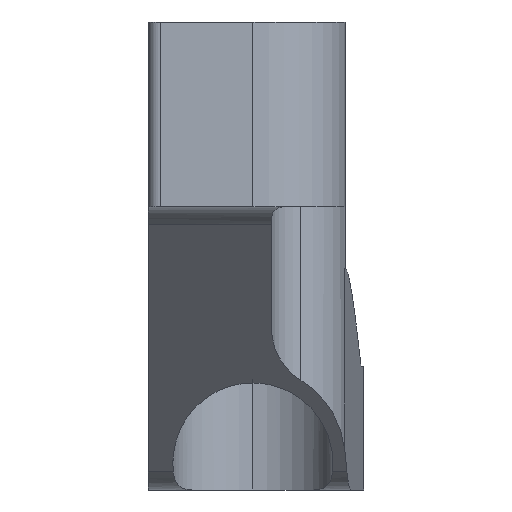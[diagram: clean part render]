
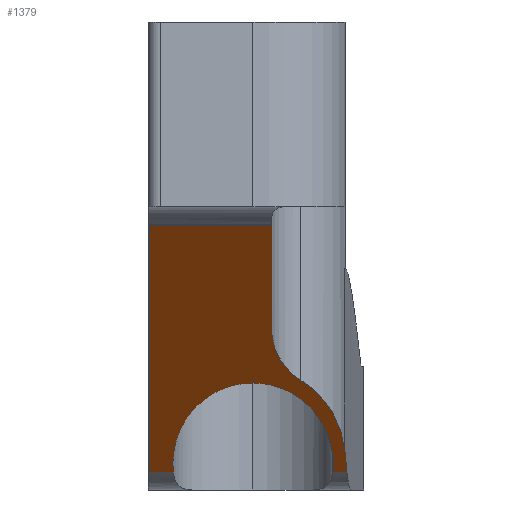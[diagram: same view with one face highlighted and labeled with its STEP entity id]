
A CAD part, left-side view. The second image highlights one B-rep face of the part: STEP entity #1379.
In plain terms, the highlighted planar face has unit normal (-0.707, 0, -0.707).
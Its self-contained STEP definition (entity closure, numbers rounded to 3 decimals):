
#13 = LINE ( 'NONE', #1057, #994 ) ;
#25 = AXIS2_PLACEMENT_3D ( 'NONE', #1664, #223, #1535 ) ;
#44 = CARTESIAN_POINT ( 'NONE',  ( -10.677, -18.5, -4.823 ) ) ;
#50 = CARTESIAN_POINT ( 'NONE',  ( -0.729, -24.465, -14.771 ) ) ;
#62 = PLANE ( 'NONE',  #25 ) ;
#95 = DIRECTION ( 'NONE',  ( -0.707, 0., 0.707 ) ) ;
#102 = CARTESIAN_POINT ( 'NONE',  ( -6.406, -20.9, -9.094 ) ) ;
#168 = VECTOR ( 'NONE', #500, 1000. ) ;
#171 = VERTEX_POINT ( 'NONE', #502 ) ;
#179 = ORIENTED_EDGE ( 'NONE', *, *, #1148, .T. ) ;
#193 = VERTEX_POINT ( 'NONE', #1695 ) ;
#194 = VERTEX_POINT ( 'NONE', #1703 ) ;
#199 = CARTESIAN_POINT ( 'NONE',  ( -6.19, -17., -9.31 ) ) ;
#223 = DIRECTION ( 'NONE',  ( 0.707, 0., 0.707 ) ) ;
#234 = CARTESIAN_POINT ( 'NONE',  ( -0.729, -24.465, -14.771 ) ) ;
#239 = CARTESIAN_POINT ( 'NONE',  ( 1.036, -8.5, -16.536 ) ) ;
#282 = CARTESIAN_POINT ( 'NONE',  ( -10.677, -18.5, -4.823 ) ) ;
#308 =( BOUNDED_CURVE ( )  B_SPLINE_CURVE ( 3, ( #50, #978, #1510, #102 ),
 .UNSPECIFIED., .F., .T. ) 
 B_SPLINE_CURVE_WITH_KNOTS ( ( 4, 4 ),
 ( 1.668, 2.595 ),
 .UNSPECIFIED. ) 
 CURVE ( )  GEOMETRIC_REPRESENTATION_ITEM ( )  RATIONAL_B_SPLINE_CURVE ( ( 1., 0.93, 0.93, 1. ) ) 
 REPRESENTATION_ITEM ( '' )  );
#336 = ORIENTED_EDGE ( 'NONE', *, *, #1370, .F. ) ;
#398 = VERTEX_POINT ( 'NONE', #590 ) ;
#418 = VERTEX_POINT ( 'NONE', #1495 ) ;
#463 = CARTESIAN_POINT ( 'NONE',  ( -6.19, -12.846, -9.31 ) ) ;
#476 = ORIENTED_EDGE ( 'NONE', *, *, #1155, .T. ) ;
#477 =( BOUNDED_CURVE ( )  B_SPLINE_CURVE ( 3, ( #1682, #463, #1024, #485 ),
 .UNSPECIFIED., .F., .T. ) 
 B_SPLINE_CURVE_WITH_KNOTS ( ( 4, 4 ),
 ( 0., 1.683 ),
 .UNSPECIFIED. ) 
 CURVE ( )  GEOMETRIC_REPRESENTATION_ITEM ( )  RATIONAL_B_SPLINE_CURVE ( ( 1., 0.778, 0.778, 1. ) ) 
 REPRESENTATION_ITEM ( '' )  );
#483 = ORIENTED_EDGE ( 'NONE', *, *, #704, .F. ) ;
#485 = CARTESIAN_POINT ( 'NONE',  ( 1.036, -10.541, -16.536 ) ) ;
#493 = LINE ( 'NONE', #1430, #1441 ) ;
#500 = DIRECTION ( 'NONE',  ( 0., 1., 0. ) ) ;
#502 = CARTESIAN_POINT ( 'NONE',  ( 1.036, -24.637, -16.536 ) ) ;
#505 = VERTEX_POINT ( 'NONE', #199 ) ;
#525 = ORIENTED_EDGE ( 'NONE', *, *, #1176, .F. ) ;
#526 = DIRECTION ( 'NONE',  ( -0.705, 0.069, 0.705 ) ) ;
#531 = CARTESIAN_POINT ( 'NONE',  ( -8.891, -18.5, -6.609 ) ) ;
#537 = CARTESIAN_POINT ( 'NONE',  ( 1.036, -10.541, -16.536 ) ) ;
#546 = CARTESIAN_POINT ( 'NONE',  ( -19.036, -18.641, 3.536 ) ) ;
#557 = VERTEX_POINT ( 'NONE', #234 ) ;
#563 = EDGE_CURVE ( 'NONE', #193, #194, #1443, .T. ) ;
#590 = CARTESIAN_POINT ( 'NONE',  ( -19.036, -18.5, 3.536 ) ) ;
#616 = CARTESIAN_POINT ( 'NONE',  ( -6.406, -20.9, -9.094 ) ) ;
#650 = LINE ( 'NONE', #546, #1244 ) ;
#656 =( BOUNDED_CURVE ( )  B_SPLINE_CURVE ( 3, ( #1004, #1011, #1416, #1137 ),
 .UNSPECIFIED., .F., .F. ) 
 B_SPLINE_CURVE_WITH_KNOTS ( ( 4, 4 ),
 ( 4.601, 6.283 ),
 .UNSPECIFIED. ) 
 CURVE ( )  GEOMETRIC_REPRESENTATION_ITEM ( )  RATIONAL_B_SPLINE_CURVE ( ( 1., 0.778, 0.778, 1. ) ) 
 REPRESENTATION_ITEM ( '' )  );
#658 = CARTESIAN_POINT ( 'NONE',  ( -7.335, -19.375, -8.165 ) ) ;
#688 = VERTEX_POINT ( 'NONE', #282 ) ;
#704 = EDGE_CURVE ( 'NONE', #194, #398, #650, .T. ) ;
#747 = ORIENTED_EDGE ( 'NONE', *, *, #1032, .F. ) ;
#766 = ORIENTED_EDGE ( 'NONE', *, *, #563, .F. ) ;
#819 = VECTOR ( 'NONE', #1252, 1000. ) ;
#835 = EDGE_CURVE ( 'NONE', #557, #988, #308, .T. ) ;
#837 =( BOUNDED_CURVE ( )  B_SPLINE_CURVE ( 3, ( #1228, #658, #531, #44 ),
 .UNSPECIFIED., .F., .F. ) 
 B_SPLINE_CURVE_WITH_KNOTS ( ( 4, 4 ),
 ( 0.547, 1.571 ),
 .UNSPECIFIED. ) 
 CURVE ( )  GEOMETRIC_REPRESENTATION_ITEM ( )  RATIONAL_B_SPLINE_CURVE ( ( 1., 0.915, 0.915, 1. ) ) 
 REPRESENTATION_ITEM ( '' )  );
#853 = VERTEX_POINT ( 'NONE', #537 ) ;
#917 = ORIENTED_EDGE ( 'NONE', *, *, #835, .T. ) ;
#978 = CARTESIAN_POINT ( 'NONE',  ( -3.121, -24.231, -12.379 ) ) ;
#988 = VERTEX_POINT ( 'NONE', #616 ) ;
#994 = VECTOR ( 'NONE', #526, 1000. ) ;
#1004 = CARTESIAN_POINT ( 'NONE',  ( 1.036, -23.459, -16.536 ) ) ;
#1011 = CARTESIAN_POINT ( 'NONE',  ( -3.093, -23.923, -12.407 ) ) ;
#1024 = CARTESIAN_POINT ( 'NONE',  ( -3.093, -10.077, -12.407 ) ) ;
#1032 = EDGE_CURVE ( 'NONE', #171, #418, #1387, .T. ) ;
#1057 = CARTESIAN_POINT ( 'NONE',  ( 8.78, -25.393, -24.28 ) ) ;
#1060 = EDGE_CURVE ( 'NONE', #505, #853, #477, .T. ) ;
#1066 = DIRECTION ( 'NONE',  ( -0.707, 0., 0.707 ) ) ;
#1076 = VECTOR ( 'NONE', #95, 1000. ) ;
#1084 = DIRECTION ( 'NONE',  ( 0., -1., 0. ) ) ;
#1137 = CARTESIAN_POINT ( 'NONE',  ( -6.19, -17., -9.31 ) ) ;
#1148 = EDGE_CURVE ( 'NONE', #171, #557, #13, .T. ) ;
#1155 = EDGE_CURVE ( 'NONE', #688, #398, #493, .T. ) ;
#1176 = EDGE_CURVE ( 'NONE', #853, #193, #1700, .T. ) ;
#1228 = CARTESIAN_POINT ( 'NONE',  ( -6.406, -20.9, -9.094 ) ) ;
#1244 = VECTOR ( 'NONE', #1084, 1000. ) ;
#1252 = DIRECTION ( 'NONE',  ( 0., 1., 0. ) ) ;
#1256 = ORIENTED_EDGE ( 'NONE', *, *, #1677, .T. ) ;
#1258 = FACE_OUTER_BOUND ( 'NONE', #1591, .T. ) ;
#1281 = CARTESIAN_POINT ( 'NONE',  ( -20.5, -8.5, 5. ) ) ;
#1370 = EDGE_CURVE ( 'NONE', #418, #505, #656, .T. ) ;
#1373 = ORIENTED_EDGE ( 'NONE', *, *, #1060, .F. ) ;
#1379 = ADVANCED_FACE ( 'NONE', ( #1258 ), #62, .F. ) ;
#1387 = LINE ( 'NONE', #1673, #819 ) ;
#1416 = CARTESIAN_POINT ( 'NONE',  ( -6.19, -21.154, -9.31 ) ) ;
#1430 = CARTESIAN_POINT ( 'NONE',  ( -27.411, -18.5, 11.911 ) ) ;
#1441 = VECTOR ( 'NONE', #1066, 1000. ) ;
#1443 = LINE ( 'NONE', #1281, #1076 ) ;
#1495 = CARTESIAN_POINT ( 'NONE',  ( 1.036, -23.459, -16.536 ) ) ;
#1510 = CARTESIAN_POINT ( 'NONE',  ( -5.156, -22.953, -10.344 ) ) ;
#1535 = DIRECTION ( 'NONE',  ( 0.707, 0., -0.707 ) ) ;
#1591 = EDGE_LOOP ( 'NONE', ( #766, #525, #1373, #336, #747, #179, #917, #1256, #476, #483 ) ) ;
#1664 = CARTESIAN_POINT ( 'NONE',  ( -20.5, -26., 5. ) ) ;
#1673 = CARTESIAN_POINT ( 'NONE',  ( 1.036, -23.12, -16.536 ) ) ;
#1677 = EDGE_CURVE ( 'NONE', #988, #688, #837, .T. ) ;
#1682 = CARTESIAN_POINT ( 'NONE',  ( -6.19, -17., -9.31 ) ) ;
#1695 = CARTESIAN_POINT ( 'NONE',  ( 1.036, -8.5, -16.536 ) ) ;
#1700 = LINE ( 'NONE', #239, #168 ) ;
#1703 = CARTESIAN_POINT ( 'NONE',  ( -19.036, -8.5, 3.536 ) ) ;
